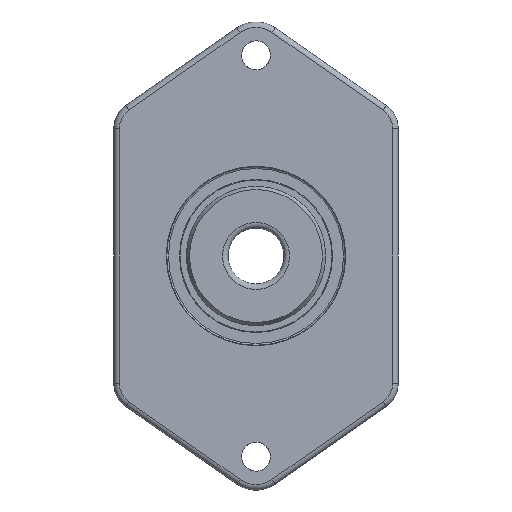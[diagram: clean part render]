
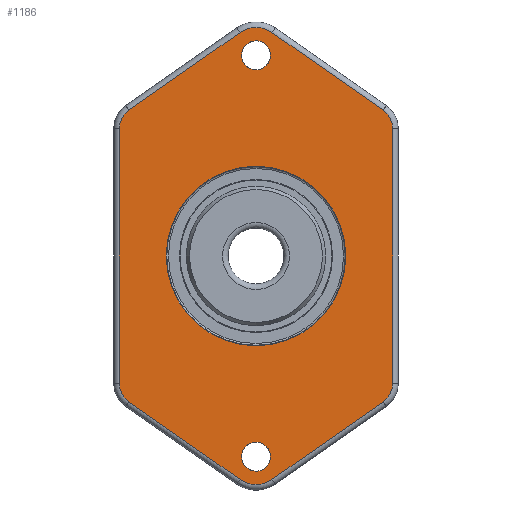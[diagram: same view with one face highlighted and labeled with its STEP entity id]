
A CAD part, front view. The second image highlights one B-rep face of the part: STEP entity #1186.
In plain terms, the highlighted planar face has unit normal (0, -1, 0).
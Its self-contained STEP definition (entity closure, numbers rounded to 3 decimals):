
#23=LINE('',#1965,#73);
#24=LINE('',#1969,#74);
#25=LINE('',#1973,#75);
#26=LINE('',#1977,#76);
#27=LINE('',#1981,#77);
#28=LINE('',#1984,#78);
#73=VECTOR('',#1549,10.);
#74=VECTOR('',#1552,10.);
#75=VECTOR('',#1555,10.);
#76=VECTOR('',#1558,10.);
#77=VECTOR('',#1561,10.);
#78=VECTOR('',#1564,10.);
#153=PLANE('',#1314);
#221=FACE_BOUND('',#370,.T.);
#222=FACE_BOUND('',#371,.T.);
#223=FACE_BOUND('',#372,.T.);
#263=FACE_OUTER_BOUND('',#369,.T.);
#369=EDGE_LOOP('',(#874,#875,#876,#877,#878,#879,#880,#881,#882,#883,#884,
#885));
#370=EDGE_LOOP('',(#886));
#371=EDGE_LOOP('',(#887));
#372=EDGE_LOOP('',(#888));
#481=CIRCLE('',#1311,16.1);
#483=CIRCLE('',#1315,4.);
#484=CIRCLE('',#1316,5.);
#485=CIRCLE('',#1317,4.);
#486=CIRCLE('',#1318,4.);
#487=CIRCLE('',#1319,5.);
#488=CIRCLE('',#1320,4.);
#489=CIRCLE('',#1321,2.6);
#490=CIRCLE('',#1322,2.6);
#584=VERTEX_POINT('',#1955);
#586=VERTEX_POINT('',#1961);
#587=VERTEX_POINT('',#1962);
#588=VERTEX_POINT('',#1964);
#589=VERTEX_POINT('',#1966);
#590=VERTEX_POINT('',#1968);
#591=VERTEX_POINT('',#1970);
#592=VERTEX_POINT('',#1972);
#593=VERTEX_POINT('',#1974);
#594=VERTEX_POINT('',#1976);
#595=VERTEX_POINT('',#1978);
#596=VERTEX_POINT('',#1980);
#597=VERTEX_POINT('',#1982);
#598=VERTEX_POINT('',#1985);
#599=VERTEX_POINT('',#1987);
#695=EDGE_CURVE('',#584,#584,#481,.T.);
#697=EDGE_CURVE('',#586,#587,#483,.T.);
#698=EDGE_CURVE('',#588,#586,#23,.T.);
#699=EDGE_CURVE('',#589,#588,#484,.T.);
#700=EDGE_CURVE('',#590,#589,#24,.T.);
#701=EDGE_CURVE('',#591,#590,#485,.T.);
#702=EDGE_CURVE('',#592,#591,#25,.T.);
#703=EDGE_CURVE('',#593,#592,#486,.T.);
#704=EDGE_CURVE('',#594,#593,#26,.T.);
#705=EDGE_CURVE('',#595,#594,#487,.T.);
#706=EDGE_CURVE('',#596,#595,#27,.T.);
#707=EDGE_CURVE('',#597,#596,#488,.T.);
#708=EDGE_CURVE('',#587,#597,#28,.T.);
#709=EDGE_CURVE('',#598,#598,#489,.T.);
#710=EDGE_CURVE('',#599,#599,#490,.T.);
#874=ORIENTED_EDGE('',*,*,#697,.F.);
#875=ORIENTED_EDGE('',*,*,#698,.F.);
#876=ORIENTED_EDGE('',*,*,#699,.F.);
#877=ORIENTED_EDGE('',*,*,#700,.F.);
#878=ORIENTED_EDGE('',*,*,#701,.F.);
#879=ORIENTED_EDGE('',*,*,#702,.F.);
#880=ORIENTED_EDGE('',*,*,#703,.F.);
#881=ORIENTED_EDGE('',*,*,#704,.F.);
#882=ORIENTED_EDGE('',*,*,#705,.F.);
#883=ORIENTED_EDGE('',*,*,#706,.F.);
#884=ORIENTED_EDGE('',*,*,#707,.F.);
#885=ORIENTED_EDGE('',*,*,#708,.F.);
#886=ORIENTED_EDGE('',*,*,#709,.T.);
#887=ORIENTED_EDGE('',*,*,#710,.T.);
#888=ORIENTED_EDGE('',*,*,#695,.F.);
#1186=ADVANCED_FACE('',(#263,#221,#222,#223),#153,.T.);
#1311=AXIS2_PLACEMENT_3D('',#1956,#1539,#1540);
#1314=AXIS2_PLACEMENT_3D('',#1960,#1545,#1546);
#1315=AXIS2_PLACEMENT_3D('',#1963,#1547,#1548);
#1316=AXIS2_PLACEMENT_3D('',#1967,#1550,#1551);
#1317=AXIS2_PLACEMENT_3D('',#1971,#1553,#1554);
#1318=AXIS2_PLACEMENT_3D('',#1975,#1556,#1557);
#1319=AXIS2_PLACEMENT_3D('',#1979,#1559,#1560);
#1320=AXIS2_PLACEMENT_3D('',#1983,#1562,#1563);
#1321=AXIS2_PLACEMENT_3D('',#1986,#1565,#1566);
#1322=AXIS2_PLACEMENT_3D('',#1988,#1567,#1568);
#1539=DIRECTION('center_axis',(0.,-1.,0.));
#1540=DIRECTION('ref_axis',(1.,0.,0.));
#1545=DIRECTION('center_axis',(0.,-1.,0.));
#1546=DIRECTION('ref_axis',(0.,0.,-1.));
#1547=DIRECTION('center_axis',(0.,1.,0.));
#1548=DIRECTION('ref_axis',(-0.887,0.,-0.462));
#1549=DIRECTION('',(-0.819,0.,0.574));
#1550=DIRECTION('center_axis',(0.,1.,0.));
#1551=DIRECTION('ref_axis',(0.,0.,-1.));
#1552=DIRECTION('',(-0.819,0.,-0.574));
#1553=DIRECTION('center_axis',(0.,1.,0.));
#1554=DIRECTION('ref_axis',(0.887,0.,-0.462));
#1555=DIRECTION('',(0.,0.,-1.));
#1556=DIRECTION('center_axis',(0.,1.,0.));
#1557=DIRECTION('ref_axis',(0.887,0.,0.462));
#1558=DIRECTION('',(0.819,0.,-0.574));
#1559=DIRECTION('center_axis',(0.,1.,0.));
#1560=DIRECTION('ref_axis',(0.,0.,1.));
#1561=DIRECTION('',(0.819,0.,0.574));
#1562=DIRECTION('center_axis',(0.,1.,0.));
#1563=DIRECTION('ref_axis',(-0.887,0.,0.462));
#1564=DIRECTION('',(0.,0.,1.));
#1565=DIRECTION('center_axis',(0.,1.,0.));
#1566=DIRECTION('ref_axis',(1.,0.,0.));
#1567=DIRECTION('center_axis',(0.,1.,0.));
#1568=DIRECTION('ref_axis',(1.,0.,0.));
#1955=CARTESIAN_POINT('',(-16.1,7.,0.));
#1956=CARTESIAN_POINT('Origin',(0.,7.,0.));
#1960=CARTESIAN_POINT('Origin',(-42.,7.,0.));
#1961=CARTESIAN_POINT('',(-22.794,7.,-26.143));
#1962=CARTESIAN_POINT('',(-24.5,7.,-22.867));
#1963=CARTESIAN_POINT('Origin',(-20.5,7.,-22.867));
#1964=CARTESIAN_POINT('',(-2.868,7.,-40.096));
#1965=CARTESIAN_POINT('',(-25.416,7.,-24.307));
#1966=CARTESIAN_POINT('',(2.868,7.,-40.096));
#1967=CARTESIAN_POINT('Origin',(0.,7.,-36.));
#1968=CARTESIAN_POINT('',(22.794,7.,-26.143));
#1969=CARTESIAN_POINT('',(-2.766,7.,-44.041));
#1970=CARTESIAN_POINT('',(24.5,7.,-22.867));
#1971=CARTESIAN_POINT('Origin',(20.5,7.,-22.867));
#1972=CARTESIAN_POINT('',(24.5,7.,22.867));
#1973=CARTESIAN_POINT('',(24.5,7.,23.));
#1974=CARTESIAN_POINT('',(22.794,7.,26.143));
#1975=CARTESIAN_POINT('Origin',(20.5,7.,22.867));
#1976=CARTESIAN_POINT('',(2.868,7.,40.096));
#1977=CARTESIAN_POINT('',(-2.766,7.,44.041));
#1978=CARTESIAN_POINT('',(-2.868,7.,40.096));
#1979=CARTESIAN_POINT('Origin',(0.,7.,36.));
#1980=CARTESIAN_POINT('',(-22.794,7.,26.143));
#1981=CARTESIAN_POINT('',(-25.416,7.,24.307));
#1982=CARTESIAN_POINT('',(-24.5,7.,22.867));
#1983=CARTESIAN_POINT('Origin',(-20.5,7.,22.867));
#1984=CARTESIAN_POINT('',(-24.5,7.,-28.));
#1985=CARTESIAN_POINT('',(-2.6,7.,36.));
#1986=CARTESIAN_POINT('Origin',(0.,7.,36.));
#1987=CARTESIAN_POINT('',(-2.6,7.,-36.));
#1988=CARTESIAN_POINT('Origin',(0.,7.,
-36.));
